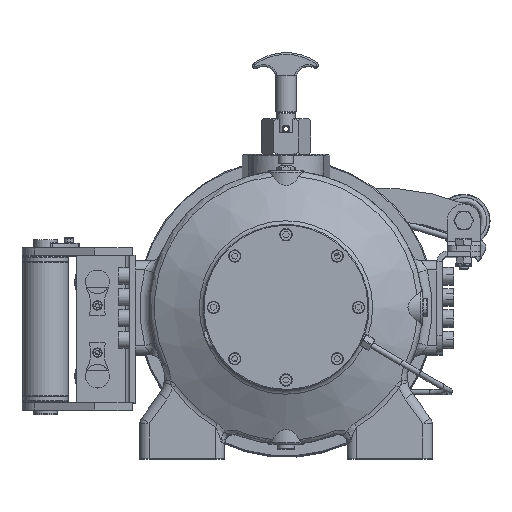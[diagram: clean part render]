
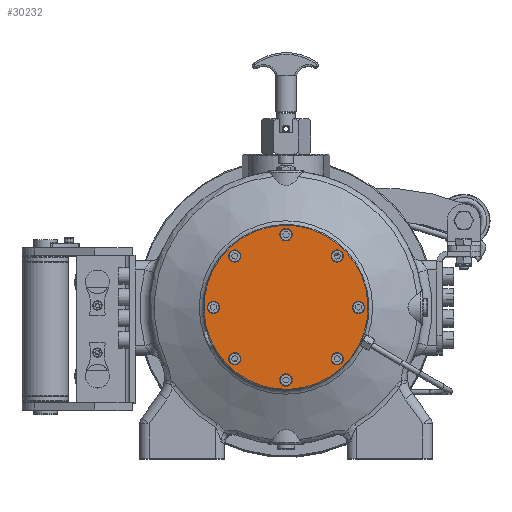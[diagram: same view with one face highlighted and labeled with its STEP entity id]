
A CAD part, top view. The second image highlights one B-rep face of the part: STEP entity #30232.
In plain terms, the highlighted planar face has unit normal (0, 0, 1).
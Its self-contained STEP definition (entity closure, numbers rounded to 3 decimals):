
#387=PLANE('',#32533);
#1032=FACE_BOUND('',#8862,.T.);
#1033=FACE_BOUND('',#8863,.T.);
#1034=FACE_BOUND('',#8864,.T.);
#1035=FACE_BOUND('',#8865,.T.);
#1036=FACE_BOUND('',#8866,.T.);
#1037=FACE_BOUND('',#8867,.T.);
#1038=FACE_BOUND('',#8868,.T.);
#1039=FACE_BOUND('',#8869,.T.);
#7286=FACE_OUTER_BOUND('',#8861,.T.);
#8861=EDGE_LOOP('',(#22560,#22561));
#8862=EDGE_LOOP('',(#22562));
#8863=EDGE_LOOP('',(#22563));
#8864=EDGE_LOOP('',(#22564));
#8865=EDGE_LOOP('',(#22565));
#8866=EDGE_LOOP('',(#22566));
#8867=EDGE_LOOP('',(#22567));
#8868=EDGE_LOOP('',(#22568));
#8869=EDGE_LOOP('',(#22569));
#10643=CIRCLE('',#32514,87.);
#10644=CIRCLE('',#32515,87.);
#10659=CIRCLE('',#32534,5.5);
#10660=CIRCLE('',#32535,5.5);
#10661=CIRCLE('',#32536,5.5);
#10662=CIRCLE('',#32537,5.5);
#10663=CIRCLE('',#32538,5.5);
#10664=CIRCLE('',#32539,5.5);
#10665=CIRCLE('',#32540,5.5);
#10666=CIRCLE('',#32541,5.5);
#12805=VERTEX_POINT('',#67415);
#12806=VERTEX_POINT('',#67417);
#12820=VERTEX_POINT('',#67452);
#12821=VERTEX_POINT('',#67454);
#12822=VERTEX_POINT('',#67456);
#12823=VERTEX_POINT('',#67458);
#12824=VERTEX_POINT('',#67460);
#12825=VERTEX_POINT('',#67462);
#12826=VERTEX_POINT('',#67464);
#12827=VERTEX_POINT('',#67466);
#16666=EDGE_CURVE('',#12806,#12805,#10643,.T.);
#16667=EDGE_CURVE('',#12805,#12806,#10644,.T.);
#16683=EDGE_CURVE('',#12820,#12820,#10659,.T.);
#16684=EDGE_CURVE('',#12821,#12821,#10660,.T.);
#16685=EDGE_CURVE('',#12822,#12822,#10661,.T.);
#16686=EDGE_CURVE('',#12823,#12823,#10662,.T.);
#16687=EDGE_CURVE('',#12824,#12824,#10663,.T.);
#16688=EDGE_CURVE('',#12825,#12825,#10664,.T.);
#16689=EDGE_CURVE('',#12826,#12826,#10665,.T.);
#16690=EDGE_CURVE('',#12827,#12827,#10666,.T.);
#22560=ORIENTED_EDGE('',*,*,#16666,.T.);
#22561=ORIENTED_EDGE('',*,*,#16667,.T.);
#22562=ORIENTED_EDGE('',*,*,#16683,.F.);
#22563=ORIENTED_EDGE('',*,*,#16684,.F.);
#22564=ORIENTED_EDGE('',*,*,#16685,.F.);
#22565=ORIENTED_EDGE('',*,*,#16686,.F.);
#22566=ORIENTED_EDGE('',*,*,#16687,.F.);
#22567=ORIENTED_EDGE('',*,*,#16688,.F.);
#22568=ORIENTED_EDGE('',*,*,#16689,.F.);
#22569=ORIENTED_EDGE('',*,*,#16690,.F.);
#30232=ADVANCED_FACE('',(#7286,#1032,#1033,#1034,#1035,#1036,#1037,#1038,
#1039),#387,.F.);
#32514=AXIS2_PLACEMENT_3D('',#67418,#37184,#37185);
#32515=AXIS2_PLACEMENT_3D('',#67419,#37186,#37187);
#32533=AXIS2_PLACEMENT_3D('',#67451,#37223,#37224);
#32534=AXIS2_PLACEMENT_3D('',#67453,#37225,#37226);
#32535=AXIS2_PLACEMENT_3D('',#67455,#37227,#37228);
#32536=AXIS2_PLACEMENT_3D('',#67457,#37229,#37230);
#32537=AXIS2_PLACEMENT_3D('',#67459,#37231,#37232);
#32538=AXIS2_PLACEMENT_3D('',#67461,#37233,#37234);
#32539=AXIS2_PLACEMENT_3D('',#67463,#37235,#37236);
#32540=AXIS2_PLACEMENT_3D('',#67465,#37237,#37238);
#32541=AXIS2_PLACEMENT_3D('',#67467,#37239,#37240);
#37184=DIRECTION('center_axis',(0.,0.,1.));
#37185=DIRECTION('ref_axis',(-0.924,-0.383,0.));
#37186=DIRECTION('center_axis',(0.,0.,1.));
#37187=DIRECTION('ref_axis',(-0.924,-0.383,0.));
#37223=DIRECTION('center_axis',(0.,0.,-1.));
#37224=DIRECTION('ref_axis',(-0.924,-0.383,0.));
#37225=DIRECTION('center_axis',(0.,0.,1.));
#37226=DIRECTION('ref_axis',(0.924,-0.383,0.));
#37227=DIRECTION('center_axis',(0.,0.,1.));
#37228=DIRECTION('ref_axis',(0.383,-0.924,0.));
#37229=DIRECTION('center_axis',(0.,0.,1.));
#37230=DIRECTION('ref_axis',(-0.383,-0.924,0.));
#37231=DIRECTION('center_axis',(0.,0.,1.));
#37232=DIRECTION('ref_axis',(-0.924,-0.383,0.));
#37233=DIRECTION('center_axis',(0.,0.,1.));
#37234=DIRECTION('ref_axis',(-0.924,0.383,0.));
#37235=DIRECTION('center_axis',(0.,0.,1.));
#37236=DIRECTION('ref_axis',(-0.383,0.924,0.));
#37237=DIRECTION('center_axis',(0.,0.,1.));
#37238=DIRECTION('ref_axis',(0.383,0.924,0.));
#37239=DIRECTION('center_axis',(0.,0.,1.));
#37240=DIRECTION('ref_axis',(0.924,0.383,0.));
#67415=CARTESIAN_POINT('',(80.378,33.293,271.7));
#67417=CARTESIAN_POINT('',(-80.378,-33.293,271.7));
#67418=CARTESIAN_POINT('Origin',(0.,0.,
271.7));
#67419=CARTESIAN_POINT('Origin',(0.,0.,
271.7));
#67451=CARTESIAN_POINT('Origin',(0.,0.,
271.7));
#67452=CARTESIAN_POINT('',(-5.081,79.105,271.7));
#67453=CARTESIAN_POINT('Origin',(0.,77.,271.7));
#67454=CARTESIAN_POINT('',(52.342,59.529,271.7));
#67455=CARTESIAN_POINT('Origin',(54.447,54.447,271.7));
#67456=CARTESIAN_POINT('',(79.105,5.081,271.7));
#67457=CARTESIAN_POINT('Origin',(77.,0.,271.7));
#67458=CARTESIAN_POINT('',(59.529,-52.342,271.7));
#67459=CARTESIAN_POINT('Origin',(54.447,-54.447,271.7));
#67460=CARTESIAN_POINT('',(5.081,-79.105,271.7));
#67461=CARTESIAN_POINT('Origin',(0.,-77.,271.7));
#67462=CARTESIAN_POINT('',(-52.342,-59.529,271.7));
#67463=CARTESIAN_POINT('Origin',(-54.447,-54.447,271.7));
#67464=CARTESIAN_POINT('',(-79.105,-5.081,271.7));
#67465=CARTESIAN_POINT('Origin',(-77.,0.,271.7));
#67466=CARTESIAN_POINT('',(-59.529,52.342,271.7));
#67467=CARTESIAN_POINT('Origin',(-54.447,54.447,271.7));
